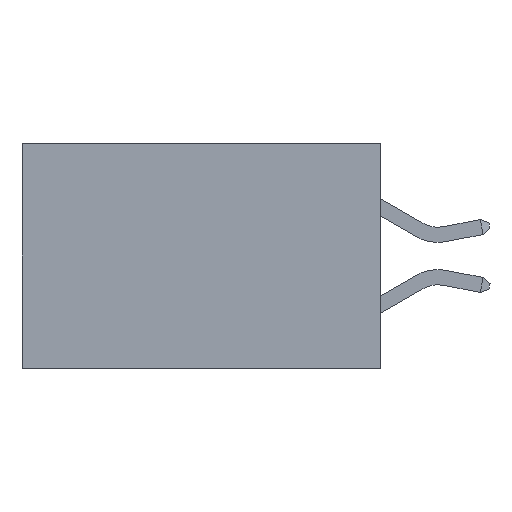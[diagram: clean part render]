
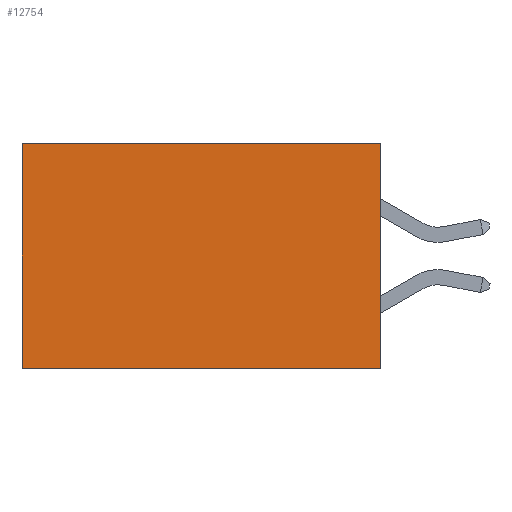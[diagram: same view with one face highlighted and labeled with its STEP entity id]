
A CAD part, left-side view. The second image highlights one B-rep face of the part: STEP entity #12754.
In plain terms, the highlighted planar face has unit normal (-1, 0, 0).
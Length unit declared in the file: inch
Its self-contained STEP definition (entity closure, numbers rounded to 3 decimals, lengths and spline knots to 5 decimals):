
#803 = CARTESIAN_POINT ( 'NONE',  ( 0.277, 0.59, -0.37 ) ) ;
#812 = CARTESIAN_POINT ( 'NONE',  ( 0.277, 0.59, -0.37 ) ) ;
#1178 = ORIENTED_EDGE ( 'NONE', *, *, #8605, .T. ) ;
#1522 = DIRECTION ( 'NONE',  ( 0., 1., 0. ) ) ;
#1630 = DIRECTION ( 'NONE',  ( 1., 0., 0. ) ) ;
#1672 = DIRECTION ( 'NONE',  ( 0., 0., -1. ) ) ;
#1950 = VECTOR ( 'NONE', #6008, 39.37008 ) ;
#4565 = EDGE_LOOP ( 'NONE', ( #16447, #4659, #17065, #1178 ) ) ;
#4659 = ORIENTED_EDGE ( 'NONE', *, *, #14295, .F. ) ;
#5387 = VECTOR ( 'NONE', #1522, 39.37008 ) ;
#5754 = CARTESIAN_POINT ( 'NONE',  ( 0.277, 0., -0.37 ) ) ;
#6008 = DIRECTION ( 'NONE',  ( 0., 1., 0. ) ) ;
#6500 = LINE ( 'NONE', #10036, #1950 ) ;
#6561 = FACE_OUTER_BOUND ( 'NONE', #4565, .T. ) ;
#7284 = VERTEX_POINT ( 'NONE', #11656 ) ;
#7372 = VERTEX_POINT ( 'NONE', #812 ) ;
#7782 = VERTEX_POINT ( 'NONE', #13918 ) ;
#7805 = EDGE_CURVE ( 'NONE', #13405, #7284, #13720, .T. ) ;
#8605 = EDGE_CURVE ( 'NONE', #13405, #7782, #6500, .T. ) ;
#8617 = LINE ( 'NONE', #13838, #5387 ) ;
#8765 = LINE ( 'NONE', #803, #11481 ) ;
#9912 = PLANE ( 'NONE',  #9928 ) ;
#9928 = AXIS2_PLACEMENT_3D ( 'NONE', #5754, #1630, #11242 ) ;
#10036 = CARTESIAN_POINT ( 'NONE',  ( 0.277, 0., 0. ) ) ;
#11242 = DIRECTION ( 'NONE',  ( 0., 0., -1. ) ) ;
#11481 = VECTOR ( 'NONE', #11835, 39.37008 ) ;
#11656 = CARTESIAN_POINT ( 'NONE',  ( 0.277, 0., -0.37 ) ) ;
#11835 = DIRECTION ( 'NONE',  ( 0., 0., -1. ) ) ;
#12754 = ADVANCED_FACE ( 'NONE', ( #6561 ), #9912, .F. ) ;
#13405 = VERTEX_POINT ( 'NONE', #14779 ) ;
#13720 = LINE ( 'NONE', #16598, #14148 ) ;
#13838 = CARTESIAN_POINT ( 'NONE',  ( 0.277, 0., -0.37 ) ) ;
#13918 = CARTESIAN_POINT ( 'NONE',  ( 0.277, 0.59, 0. ) ) ;
#14148 = VECTOR ( 'NONE', #1672, 39.37008 ) ;
#14295 = EDGE_CURVE ( 'NONE', #7284, #7372, #8617, .T. ) ;
#14779 = CARTESIAN_POINT ( 'NONE',  ( 0.277, 0., 0. ) ) ;
#16447 = ORIENTED_EDGE ( 'NONE', *, *, #16885, .T. ) ;
#16598 = CARTESIAN_POINT ( 'NONE',  ( 0.277, 0., -0.37 ) ) ;
#16885 = EDGE_CURVE ( 'NONE', #7782, #7372, #8765, .T. ) ;
#17065 = ORIENTED_EDGE ( 'NONE', *, *, #7805, .F. ) ;
